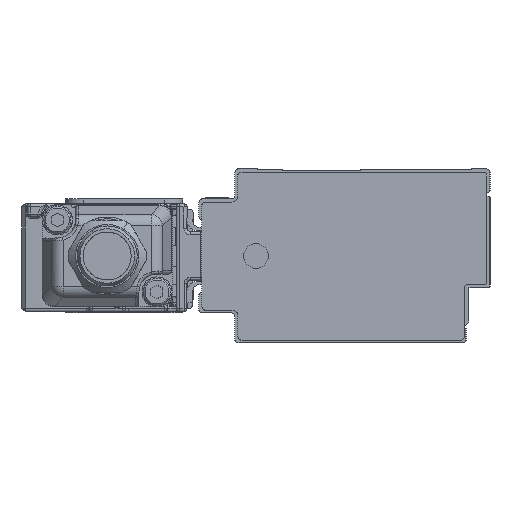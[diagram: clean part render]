
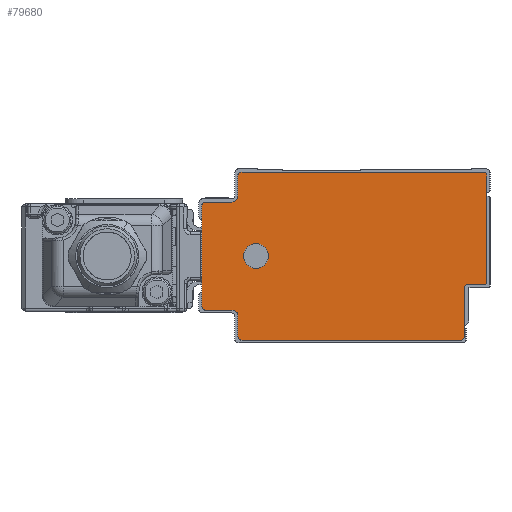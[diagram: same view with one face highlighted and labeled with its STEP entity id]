
A CAD part, left-side view. The second image highlights one B-rep face of the part: STEP entity #79680.
In plain terms, the highlighted planar face has unit normal (-1, 0, 0).
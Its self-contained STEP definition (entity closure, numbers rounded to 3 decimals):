
#78303=AXIS2_PLACEMENT_3D('Circle Axis2P3D',#78301,#78302,$) ;
#78341=AXIS2_PLACEMENT_3D('Circle Axis2P3D',#78339,#78340,$) ;
#78379=AXIS2_PLACEMENT_3D('Circle Axis2P3D',#78377,#78378,$) ;
#78417=AXIS2_PLACEMENT_3D('Circle Axis2P3D',#78415,#78416,$) ;
#79550=AXIS2_PLACEMENT_3D('Circle Axis2P3D',#79548,#79549,$) ;
#79570=AXIS2_PLACEMENT_3D('Plane Axis2P3D',#79567,#79568,#79569) ;
#79574=AXIS2_PLACEMENT_3D('Circle Axis2P3D',#79572,#79573,$) ;
#79588=AXIS2_PLACEMENT_3D('Circle Axis2P3D',#79586,#79587,$) ;
#79602=AXIS2_PLACEMENT_3D('Circle Axis2P3D',#79600,#79601,$) ;
#79616=AXIS2_PLACEMENT_3D('Circle Axis2P3D',#79614,#79615,$) ;
#79630=AXIS2_PLACEMENT_3D('Circle Axis2P3D',#79628,#79629,$) ;
#79664=AXIS2_PLACEMENT_3D('Circle Axis2P3D',#79662,#79663,$) ;
#79673=AXIS2_PLACEMENT_3D('Circle Axis2P3D',#79671,#79672,$) ;
#78259=CARTESIAN_POINT('Line Origine',(-475.5,-3.5,19.1)) ;
#78263=CARTESIAN_POINT('Vertex',(-475.5,-3.5,28.)) ;
#78265=CARTESIAN_POINT('Vertex',(-475.5,-3.5,10.2)) ;
#78301=CARTESIAN_POINT('Axis2P3D Location',(-475.5,-3.,28.)) ;
#78305=CARTESIAN_POINT('Vertex',(-475.5,-3.,28.5)) ;
#78320=CARTESIAN_POINT('Line Origine',(-475.5,17.25,28.5)) ;
#78324=CARTESIAN_POINT('Vertex',(-475.5,37.5,28.5)) ;
#78339=CARTESIAN_POINT('Axis2P3D Location',(-475.5,37.5,28.)) ;
#78343=CARTESIAN_POINT('Vertex',(-475.5,38.,28.)) ;
#78358=CARTESIAN_POINT('Line Origine',(-475.5,38.,26.25)) ;
#78362=CARTESIAN_POINT('Vertex',(-475.5,38.,24.5)) ;
#78377=CARTESIAN_POINT('Axis2P3D Location',(-475.5,39.,24.5)) ;
#78381=CARTESIAN_POINT('Vertex',(-475.5,39.,23.5)) ;
#78396=CARTESIAN_POINT('Line Origine',(-475.5,41.25,23.5)) ;
#78400=CARTESIAN_POINT('Vertex',(-475.5,43.5,23.5)) ;
#78415=CARTESIAN_POINT('Axis2P3D Location',(-475.5,43.5,23.)) ;
#78419=CARTESIAN_POINT('Vertex',(-475.5,44.,23.)) ;
#78434=CARTESIAN_POINT('Line Origine',(-475.5,44.,14.5)) ;
#78438=CARTESIAN_POINT('Vertex',(-475.5,44.,6.)) ;
#79548=CARTESIAN_POINT('Axis2P3D Location',(-475.5,-3.,10.2)) ;
#79552=CARTESIAN_POINT('Vertex',(-475.5,-3.,9.7)) ;
#79567=CARTESIAN_POINT('Axis2P3D Location',(-475.5,0.,0.)) ;
#79572=CARTESIAN_POINT('Axis2P3D Location',(-475.5,43.5,6.)) ;
#79576=CARTESIAN_POINT('Vertex',(-475.5,43.5,5.5)) ;
#79579=CARTESIAN_POINT('Line Origine',(-475.5,41.25,5.5)) ;
#79583=CARTESIAN_POINT('Vertex',(-475.5,39.,5.5)) ;
#79586=CARTESIAN_POINT('Axis2P3D Location',(-475.5,39.,4.5)) ;
#79590=CARTESIAN_POINT('Vertex',(-475.5,38.,4.5)) ;
#79593=CARTESIAN_POINT('Line Origine',(-475.5,38.,2.75)) ;
#79597=CARTESIAN_POINT('Vertex',(-475.5,38.,1.)) ;
#79600=CARTESIAN_POINT('Axis2P3D Location',(-475.5,37.5,1.)) ;
#79604=CARTESIAN_POINT('Vertex',(-475.5,37.5,0.5)) ;
#79607=CARTESIAN_POINT('Line Origine',(-475.5,19.15,0.5)) ;
#79611=CARTESIAN_POINT('Vertex',(-475.5,0.8,0.5)) ;
#79614=CARTESIAN_POINT('Axis2P3D Location',(-475.5,0.8,1.)) ;
#79618=CARTESIAN_POINT('Vertex',(-475.5,0.3,1.)) ;
#79621=CARTESIAN_POINT('Line Origine',(-475.5,0.3,5.1)) ;
#79625=CARTESIAN_POINT('Vertex',(-475.5,0.3,9.2)) ;
#79628=CARTESIAN_POINT('Axis2P3D Location',(-475.5,-0.2,9.2)) ;
#79632=CARTESIAN_POINT('Vertex',(-475.5,-0.2,9.7)) ;
#79635=CARTESIAN_POINT('Line Origine',(-475.5,-1.6,9.7)) ;
#79662=CARTESIAN_POINT('Axis2P3D Location',(-475.5,35.,14.5)) ;
#79666=CARTESIAN_POINT('Vertex',(-475.5,33.186,13.509)) ;
#79668=CARTESIAN_POINT('Vertex',(-475.5,36.814,15.491)) ;
#79671=CARTESIAN_POINT('Axis2P3D Location',(-475.5,35.,14.5)) ;
#78260=DIRECTION('Vector Direction',(0.,0.,-1.)) ;
#78302=DIRECTION('Axis2P3D Direction',(1.,0.,0.)) ;
#78321=DIRECTION('Vector Direction',(0.,1.,0.)) ;
#78340=DIRECTION('Axis2P3D Direction',(1.,0.,0.)) ;
#78359=DIRECTION('Vector Direction',(0.,0.,1.)) ;
#78378=DIRECTION('Axis2P3D Direction',(1.,0.,0.)) ;
#78397=DIRECTION('Vector Direction',(0.,1.,0.)) ;
#78416=DIRECTION('Axis2P3D Direction',(1.,0.,0.)) ;
#78435=DIRECTION('Vector Direction',(0.,0.,1.)) ;
#79549=DIRECTION('Axis2P3D Direction',(1.,0.,0.)) ;
#79568=DIRECTION('Axis2P3D Direction',(1.,0.,0.)) ;
#79569=DIRECTION('Axis2P3D XDirection',(0.,1.,0.)) ;
#79573=DIRECTION('Axis2P3D Direction',(1.,0.,0.)) ;
#79580=DIRECTION('Vector Direction',(0.,-1.,0.)) ;
#79587=DIRECTION('Axis2P3D Direction',(1.,0.,0.)) ;
#79594=DIRECTION('Vector Direction',(0.,0.,1.)) ;
#79601=DIRECTION('Axis2P3D Direction',(1.,0.,0.)) ;
#79608=DIRECTION('Vector Direction',(0.,-1.,0.)) ;
#79615=DIRECTION('Axis2P3D Direction',(1.,0.,0.)) ;
#79622=DIRECTION('Vector Direction',(0.,0.,-1.)) ;
#79629=DIRECTION('Axis2P3D Direction',(1.,0.,0.)) ;
#79636=DIRECTION('Vector Direction',(0.,1.,0.)) ;
#79663=DIRECTION('Axis2P3D Direction',(1.,0.,0.)) ;
#79672=DIRECTION('Axis2P3D Direction',(1.,0.,0.)) ;
#78261=VECTOR('Line Direction',#78260,1.) ;
#78322=VECTOR('Line Direction',#78321,1.) ;
#78360=VECTOR('Line Direction',#78359,1.) ;
#78398=VECTOR('Line Direction',#78397,1.) ;
#78436=VECTOR('Line Direction',#78435,1.) ;
#79581=VECTOR('Line Direction',#79580,1.) ;
#79595=VECTOR('Line Direction',#79594,1.) ;
#79609=VECTOR('Line Direction',#79608,1.) ;
#79623=VECTOR('Line Direction',#79622,1.) ;
#79637=VECTOR('Line Direction',#79636,1.) ;
#79641=ORIENTED_EDGE('',*,*,#78326,.F.) ;
#79642=ORIENTED_EDGE('',*,*,#78345,.F.) ;
#79643=ORIENTED_EDGE('',*,*,#78364,.F.) ;
#79644=ORIENTED_EDGE('',*,*,#78383,.F.) ;
#79645=ORIENTED_EDGE('',*,*,#78402,.F.) ;
#79646=ORIENTED_EDGE('',*,*,#78421,.F.) ;
#79647=ORIENTED_EDGE('',*,*,#78440,.F.) ;
#79648=ORIENTED_EDGE('',*,*,#79578,.F.) ;
#79649=ORIENTED_EDGE('',*,*,#79585,.F.) ;
#79650=ORIENTED_EDGE('',*,*,#79592,.F.) ;
#79651=ORIENTED_EDGE('',*,*,#79599,.F.) ;
#79652=ORIENTED_EDGE('',*,*,#79606,.F.) ;
#79653=ORIENTED_EDGE('',*,*,#79613,.F.) ;
#79654=ORIENTED_EDGE('',*,*,#79620,.F.) ;
#79655=ORIENTED_EDGE('',*,*,#79627,.F.) ;
#79656=ORIENTED_EDGE('',*,*,#79634,.F.) ;
#79657=ORIENTED_EDGE('',*,*,#79639,.F.) ;
#79658=ORIENTED_EDGE('',*,*,#79554,.F.) ;
#79659=ORIENTED_EDGE('',*,*,#78267,.F.) ;
#79660=ORIENTED_EDGE('',*,*,#78307,.F.) ;
#79677=ORIENTED_EDGE('',*,*,#79670,.T.) ;
#79678=ORIENTED_EDGE('',*,*,#79675,.T.) ;
#79679=FACE_BOUND('',#79676,.T.) ;
#79680=ADVANCED_FACE('\X2\FF8EFF9EFF83FF9EFF68FF70\X0\.2',(#79661,#79679),#79571,.F.) ;
#78304=CIRCLE('generated circle',#78303,0.5) ;
#78342=CIRCLE('generated circle',#78341,0.5) ;
#78380=CIRCLE('generated circle',#78379,1.) ;
#78418=CIRCLE('generated circle',#78417,0.5) ;
#79551=CIRCLE('generated circle',#79550,0.5) ;
#79575=CIRCLE('generated circle',#79574,0.5) ;
#79589=CIRCLE('generated circle',#79588,1.) ;
#79603=CIRCLE('generated circle',#79602,0.5) ;
#79617=CIRCLE('generated circle',#79616,0.5) ;
#79631=CIRCLE('generated circle',#79630,0.5) ;
#79665=CIRCLE('generated circle',#79664,2.067) ;
#79674=CIRCLE('generated circle',#79673,2.067) ;
#78267=EDGE_CURVE('',#78264,#78266,#78262,.T.) ;
#78307=EDGE_CURVE('',#78306,#78264,#78304,.T.) ;
#78326=EDGE_CURVE('',#78325,#78306,#78323,.F.) ;
#78345=EDGE_CURVE('',#78344,#78325,#78342,.T.) ;
#78364=EDGE_CURVE('',#78363,#78344,#78361,.T.) ;
#78383=EDGE_CURVE('',#78382,#78363,#78380,.F.) ;
#78402=EDGE_CURVE('',#78401,#78382,#78399,.F.) ;
#78421=EDGE_CURVE('',#78420,#78401,#78418,.T.) ;
#78440=EDGE_CURVE('',#78439,#78420,#78437,.T.) ;
#79554=EDGE_CURVE('',#78266,#79553,#79551,.T.) ;
#79578=EDGE_CURVE('',#79577,#78439,#79575,.T.) ;
#79585=EDGE_CURVE('',#79584,#79577,#79582,.F.) ;
#79592=EDGE_CURVE('',#79591,#79584,#79589,.F.) ;
#79599=EDGE_CURVE('',#79598,#79591,#79596,.T.) ;
#79606=EDGE_CURVE('',#79605,#79598,#79603,.T.) ;
#79613=EDGE_CURVE('',#79612,#79605,#79610,.F.) ;
#79620=EDGE_CURVE('',#79619,#79612,#79617,.T.) ;
#79627=EDGE_CURVE('',#79626,#79619,#79624,.T.) ;
#79634=EDGE_CURVE('',#79633,#79626,#79631,.F.) ;
#79639=EDGE_CURVE('',#79553,#79633,#79638,.T.) ;
#79670=EDGE_CURVE('',#79667,#79669,#79665,.T.) ;
#79675=EDGE_CURVE('',#79669,#79667,#79674,.T.) ;
#79640=EDGE_LOOP('',(#79641,#79642,#79643,#79644,#79645,#79646,#79647,#79648,#79649,#79650,#79651,#79652,#79653,#79654,#79655,#79656,#79657,#79658,#79659,#79660)) ;
#79676=EDGE_LOOP('',(#79677,#79678)) ;
#79661=FACE_OUTER_BOUND('',#79640,.T.) ;
#78262=LINE('Line',#78259,#78261) ;
#78323=LINE('Line',#78320,#78322) ;
#78361=LINE('Line',#78358,#78360) ;
#78399=LINE('Line',#78396,#78398) ;
#78437=LINE('Line',#78434,#78436) ;
#79582=LINE('Line',#79579,#79581) ;
#79596=LINE('Line',#79593,#79595) ;
#79610=LINE('Line',#79607,#79609) ;
#79624=LINE('Line',#79621,#79623) ;
#79638=LINE('Line',#79635,#79637) ;
#79571=PLANE('Plane',#79570) ;
#78264=VERTEX_POINT('',#78263) ;
#78266=VERTEX_POINT('',#78265) ;
#78306=VERTEX_POINT('',#78305) ;
#78325=VERTEX_POINT('',#78324) ;
#78344=VERTEX_POINT('',#78343) ;
#78363=VERTEX_POINT('',#78362) ;
#78382=VERTEX_POINT('',#78381) ;
#78401=VERTEX_POINT('',#78400) ;
#78420=VERTEX_POINT('',#78419) ;
#78439=VERTEX_POINT('',#78438) ;
#79553=VERTEX_POINT('',#79552) ;
#79577=VERTEX_POINT('',#79576) ;
#79584=VERTEX_POINT('',#79583) ;
#79591=VERTEX_POINT('',#79590) ;
#79598=VERTEX_POINT('',#79597) ;
#79605=VERTEX_POINT('',#79604) ;
#79612=VERTEX_POINT('',#79611) ;
#79619=VERTEX_POINT('',#79618) ;
#79626=VERTEX_POINT('',#79625) ;
#79633=VERTEX_POINT('',#79632) ;
#79667=VERTEX_POINT('',#79666) ;
#79669=VERTEX_POINT('',#79668) ;
